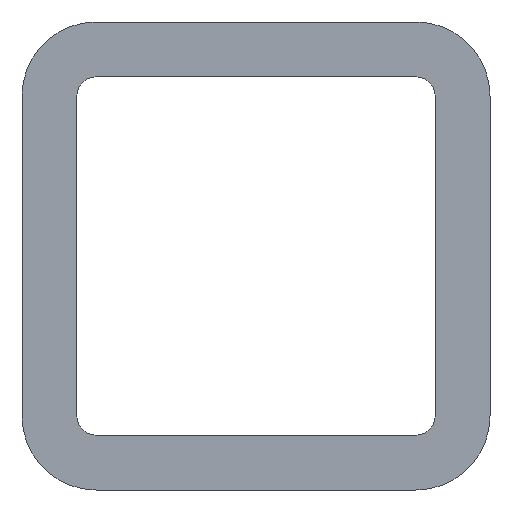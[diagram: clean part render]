
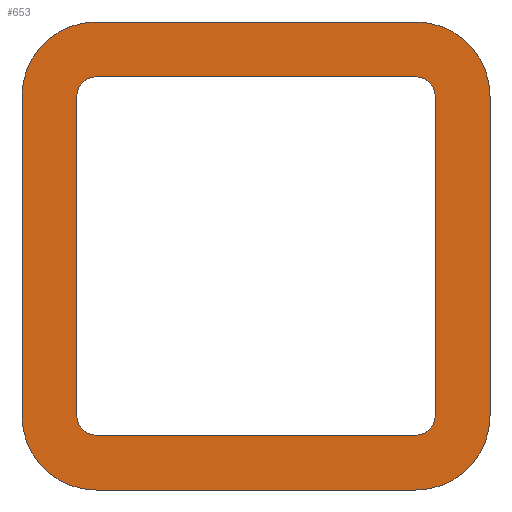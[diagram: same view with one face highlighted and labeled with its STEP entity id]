
A CAD part, left-side view. The second image highlights one B-rep face of the part: STEP entity #653.
In plain terms, the highlighted planar face has unit normal (-1, 0, 0).
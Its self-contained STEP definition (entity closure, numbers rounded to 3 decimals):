
#10 = EDGE_CURVE ( 'NONE', #398, #626, #805, .T. ) ;
#20 = CARTESIAN_POINT ( 'NONE',  ( 0., -36.25, -24.75 ) ) ;
#22 = VERTEX_POINT ( 'NONE', #830 ) ;
#25 = DIRECTION ( 'NONE',  ( 1., 0., 0. ) ) ;
#27 = CARTESIAN_POINT ( 'NONE',  ( 0., -24.75, 36.25 ) ) ;
#39 = CARTESIAN_POINT ( 'NONE',  ( 0., 24.75, -27.75 ) ) ;
#42 = LINE ( 'NONE', #297, #791 ) ;
#49 = EDGE_CURVE ( 'NONE', #22, #735, #369, .T. ) ;
#66 = VERTEX_POINT ( 'NONE', #427 ) ;
#71 = DIRECTION ( 'NONE',  ( 0., 0., 1. ) ) ;
#73 = VECTOR ( 'NONE', #453, 1000. ) ;
#74 = PLANE ( 'NONE',  #777 ) ;
#85 = DIRECTION ( 'NONE',  ( 1., 0., 0. ) ) ;
#88 = AXIS2_PLACEMENT_3D ( 'NONE', #90, #85, #160 ) ;
#90 = CARTESIAN_POINT ( 'NONE',  ( 0., -24.75, -24.75 ) ) ;
#96 = CARTESIAN_POINT ( 'NONE',  ( 0., -24.75, -24.75 ) ) ;
#102 = ORIENTED_EDGE ( 'NONE', *, *, #171, .F. ) ;
#107 = VECTOR ( 'NONE', #208, 1000. ) ;
#111 = ORIENTED_EDGE ( 'NONE', *, *, #588, .T. ) ;
#126 = AXIS2_PLACEMENT_3D ( 'NONE', #822, #347, #607 ) ;
#148 = DIRECTION ( 'NONE',  ( 0., -1., 0. ) ) ;
#152 = VECTOR ( 'NONE', #71, 1000. ) ;
#160 = DIRECTION ( 'NONE',  ( 0., 0., -1. ) ) ;
#164 = FACE_OUTER_BOUND ( 'NONE', #596, .T. ) ;
#165 = ORIENTED_EDGE ( 'NONE', *, *, #799, .T. ) ;
#171 = EDGE_CURVE ( 'NONE', #307, #701, #532, .T. ) ;
#186 = EDGE_CURVE ( 'NONE', #481, #886, #857, .T. ) ;
#198 = CARTESIAN_POINT ( 'NONE',  ( 0., 24.75, -24.75 ) ) ;
#200 = LINE ( 'NONE', #412, #593 ) ;
#207 = AXIS2_PLACEMENT_3D ( 'NONE', #96, #230, #376 ) ;
#208 = DIRECTION ( 'NONE',  ( 0., 0., -1. ) ) ;
#210 = DIRECTION ( 'NONE',  ( 0., 0., -1. ) ) ;
#219 = VERTEX_POINT ( 'NONE', #298 ) ;
#226 = ORIENTED_EDGE ( 'NONE', *, *, #49, .F. ) ;
#228 = ORIENTED_EDGE ( 'NONE', *, *, #578, .F. ) ;
#230 = DIRECTION ( 'NONE',  ( 1., 0., 0. ) ) ;
#245 = CARTESIAN_POINT ( 'NONE',  ( 0., 24.75, -36.25 ) ) ;
#254 = LINE ( 'NONE', #290, #759 ) ;
#255 = CIRCLE ( 'NONE', #704, 11.5 ) ;
#266 = VERTEX_POINT ( 'NONE', #27 ) ;
#272 = CARTESIAN_POINT ( 'NONE',  ( 0., -24.75, -24.75 ) ) ;
#276 = CARTESIAN_POINT ( 'NONE',  ( 0., 27.75, 24.75 ) ) ;
#281 = DIRECTION ( 'NONE',  ( 1., 0., 0. ) ) ;
#290 = CARTESIAN_POINT ( 'NONE',  ( 0., -24.75, 27.75 ) ) ;
#293 = CARTESIAN_POINT ( 'NONE',  ( 0., 36.25, 24.75 ) ) ;
#297 = CARTESIAN_POINT ( 'NONE',  ( 0., -27.75, 24.75 ) ) ;
#298 = CARTESIAN_POINT ( 'NONE',  ( 0., -27.75, 24.75 ) ) ;
#307 = VERTEX_POINT ( 'NONE', #20 ) ;
#325 = FACE_BOUND ( 'NONE', #897, .T. ) ;
#334 = AXIS2_PLACEMENT_3D ( 'NONE', #585, #716, #657 ) ;
#340 = ORIENTED_EDGE ( 'NONE', *, *, #739, .T. ) ;
#343 = CARTESIAN_POINT ( 'NONE',  ( 0., -24.75, 27.75 ) ) ;
#347 = DIRECTION ( 'NONE',  ( 1., 0., 0. ) ) ;
#354 = CARTESIAN_POINT ( 'NONE',  ( 0., -24.75, -27.75 ) ) ;
#368 = VECTOR ( 'NONE', #619, 1000. ) ;
#369 = LINE ( 'NONE', #293, #152 ) ;
#374 = ORIENTED_EDGE ( 'NONE', *, *, #728, .T. ) ;
#375 = EDGE_CURVE ( 'NONE', #701, #387, #503, .T. ) ;
#376 = DIRECTION ( 'NONE',  ( 0., 0., -1. ) ) ;
#383 = ORIENTED_EDGE ( 'NONE', *, *, #665, .T. ) ;
#387 = VERTEX_POINT ( 'NONE', #245 ) ;
#398 = VERTEX_POINT ( 'NONE', #39 ) ;
#408 = CARTESIAN_POINT ( 'NONE',  ( 0., 24.75, 36.25 ) ) ;
#412 = CARTESIAN_POINT ( 'NONE',  ( 0., -24.75, -27.75 ) ) ;
#413 = LINE ( 'NONE', #563, #843 ) ;
#427 = CARTESIAN_POINT ( 'NONE',  ( 0., -36.25, 24.75 ) ) ;
#447 = VERTEX_POINT ( 'NONE', #469 ) ;
#453 = DIRECTION ( 'NONE',  ( 0., 1., 0. ) ) ;
#469 = CARTESIAN_POINT ( 'NONE',  ( 0., -27.75, -24.75 ) ) ;
#470 = LINE ( 'NONE', #888, #107 ) ;
#480 = DIRECTION ( 'NONE',  ( 1., 0., 0. ) ) ;
#481 = VERTEX_POINT ( 'NONE', #606 ) ;
#493 = ORIENTED_EDGE ( 'NONE', *, *, #679, .F. ) ;
#499 = DIRECTION ( 'NONE',  ( 0., 0., -1. ) ) ;
#503 = LINE ( 'NONE', #732, #73 ) ;
#506 = VERTEX_POINT ( 'NONE', #408 ) ;
#508 = CARTESIAN_POINT ( 'NONE',  ( 0., -24.75, 24.75 ) ) ;
#509 = DIRECTION ( 'NONE',  ( 0., 0., 1. ) ) ;
#513 = DIRECTION ( 'NONE',  ( 0., 0., 1. ) ) ;
#532 = CIRCLE ( 'NONE', #207, 11.5 ) ;
#534 = ORIENTED_EDGE ( 'NONE', *, *, #876, .F. ) ;
#539 = DIRECTION ( 'NONE',  ( 0., 1., 0. ) ) ;
#540 = EDGE_CURVE ( 'NONE', #575, #219, #855, .T. ) ;
#547 = CARTESIAN_POINT ( 'NONE',  ( 0., 27.75, -24.75 ) ) ;
#551 = DIRECTION ( 'NONE',  ( 0., 0., -1. ) ) ;
#563 = CARTESIAN_POINT ( 'NONE',  ( 0., -24.75, 36.25 ) ) ;
#564 = AXIS2_PLACEMENT_3D ( 'NONE', #816, #480, #681 ) ;
#575 = VERTEX_POINT ( 'NONE', #343 ) ;
#578 = EDGE_CURVE ( 'NONE', #66, #307, #470, .T. ) ;
#579 = CARTESIAN_POINT ( 'NONE',  ( 0., 24.75, 27.75 ) ) ;
#585 = CARTESIAN_POINT ( 'NONE',  ( 0., 24.75, 24.75 ) ) ;
#588 = EDGE_CURVE ( 'NONE', #626, #481, #871, .T. ) ;
#593 = VECTOR ( 'NONE', #539, 1000. ) ;
#595 = ORIENTED_EDGE ( 'NONE', *, *, #10, .T. ) ;
#596 = EDGE_LOOP ( 'NONE', ( #102, #228, #881, #493, #534, #226, #724, #685 ) ) ;
#606 = CARTESIAN_POINT ( 'NONE',  ( 0., 27.75, 24.75 ) ) ;
#607 = DIRECTION ( 'NONE',  ( 0., 0., -1. ) ) ;
#615 = ORIENTED_EDGE ( 'NONE', *, *, #540, .T. ) ;
#619 = DIRECTION ( 'NONE',  ( 0., 0., 1. ) ) ;
#626 = VERTEX_POINT ( 'NONE', #547 ) ;
#649 = EDGE_CURVE ( 'NONE', #387, #22, #255, .T. ) ;
#653 = ADVANCED_FACE ( 'NONE', ( #164, #325 ), #74, .F. ) ;
#657 = DIRECTION ( 'NONE',  ( 0., 0., 1. ) ) ;
#665 = EDGE_CURVE ( 'NONE', #744, #398, #200, .T. ) ;
#671 = AXIS2_PLACEMENT_3D ( 'NONE', #508, #25, #513 ) ;
#679 = EDGE_CURVE ( 'NONE', #506, #266, #413, .T. ) ;
#681 = DIRECTION ( 'NONE',  ( 0., 0., 1. ) ) ;
#683 = CIRCLE ( 'NONE', #718, 11.5 ) ;
#685 = ORIENTED_EDGE ( 'NONE', *, *, #375, .F. ) ;
#699 = CARTESIAN_POINT ( 'NONE',  ( 0., 36.25, 24.75 ) ) ;
#700 = ORIENTED_EDGE ( 'NONE', *, *, #186, .T. ) ;
#701 = VERTEX_POINT ( 'NONE', #705 ) ;
#704 = AXIS2_PLACEMENT_3D ( 'NONE', #198, #281, #551 ) ;
#705 = CARTESIAN_POINT ( 'NONE',  ( 0., -24.75, -36.25 ) ) ;
#716 = DIRECTION ( 'NONE',  ( 1., 0., 0. ) ) ;
#717 = CARTESIAN_POINT ( 'NONE',  ( 0., 24.75, 24.75 ) ) ;
#718 = AXIS2_PLACEMENT_3D ( 'NONE', #717, #854, #509 ) ;
#724 = ORIENTED_EDGE ( 'NONE', *, *, #649, .F. ) ;
#728 = EDGE_CURVE ( 'NONE', #219, #447, #42, .T. ) ;
#732 = CARTESIAN_POINT ( 'NONE',  ( 0., -24.75, -36.25 ) ) ;
#735 = VERTEX_POINT ( 'NONE', #699 ) ;
#739 = EDGE_CURVE ( 'NONE', #447, #744, #821, .T. ) ;
#744 = VERTEX_POINT ( 'NONE', #354 ) ;
#757 = DIRECTION ( 'NONE',  ( 1., 0., 0. ) ) ;
#759 = VECTOR ( 'NONE', #768, 1000. ) ;
#768 = DIRECTION ( 'NONE',  ( 0., -1., 0. ) ) ;
#777 = AXIS2_PLACEMENT_3D ( 'NONE', #272, #757, #210 ) ;
#791 = VECTOR ( 'NONE', #499, 1000. ) ;
#799 = EDGE_CURVE ( 'NONE', #886, #575, #254, .T. ) ;
#805 = CIRCLE ( 'NONE', #126, 3. ) ;
#816 = CARTESIAN_POINT ( 'NONE',  ( 0., -24.75, 24.75 ) ) ;
#821 = CIRCLE ( 'NONE', #88, 3. ) ;
#822 = CARTESIAN_POINT ( 'NONE',  ( 0., 24.75, -24.75 ) ) ;
#830 = CARTESIAN_POINT ( 'NONE',  ( 0., 36.25, -24.75 ) ) ;
#843 = VECTOR ( 'NONE', #148, 1000. ) ;
#854 = DIRECTION ( 'NONE',  ( 1., 0., 0. ) ) ;
#855 = CIRCLE ( 'NONE', #564, 3. ) ;
#857 = CIRCLE ( 'NONE', #334, 3. ) ;
#863 = EDGE_CURVE ( 'NONE', #266, #66, #889, .T. ) ;
#871 = LINE ( 'NONE', #276, #368 ) ;
#876 = EDGE_CURVE ( 'NONE', #735, #506, #683, .T. ) ;
#881 = ORIENTED_EDGE ( 'NONE', *, *, #863, .F. ) ;
#886 = VERTEX_POINT ( 'NONE', #579 ) ;
#888 = CARTESIAN_POINT ( 'NONE',  ( 0., -36.25, 24.75 ) ) ;
#889 = CIRCLE ( 'NONE', #671, 11.5 ) ;
#897 = EDGE_LOOP ( 'NONE', ( #340, #383, #595, #111, #700, #165, #615, #374 ) ) ;
